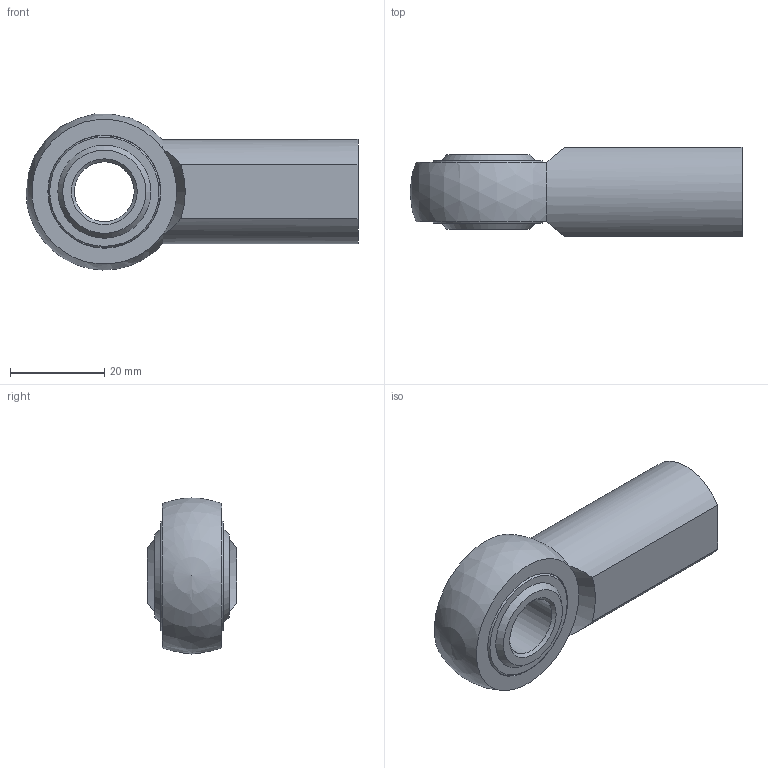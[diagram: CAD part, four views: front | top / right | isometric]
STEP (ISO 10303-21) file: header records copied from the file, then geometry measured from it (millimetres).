
FILE_DESCRIPTION(/* description */ (''),/* implementation_level */ '2;1');
FILE_NAME(/* name */ 'Eye Bolt v1.step',/* time_stamp */ '2022-03-25T20:40:07-04:00',/* author */ (''),/* organization */ (''),/* preprocessor_version */ 'ST-DEVELOPER v18.1',/* originating_system */ 'Autodesk Translation Framework v10.13.0.1454',/* authorisation */ '');
FILE_SCHEMA (('AUTOMOTIVE_DESIGN { 1 0 10303 214 3 1 1 }'));
Length unit declared in the file: inch
Products named in the file (1): Eye Bolt
Bounding box: 70.64 x 19.05 x 33.19 mm (x, y, z)
Volume: 19675.1 mm3; surface area: 8299.8 mm2
Topology: 1 solids, 1 shells, 64 faces, 166 edges, 108 vertices
Faces by surface type: cylinder 28, bspline 14, plane 10, cone 9, sphere 3
Full cylindrical faces by diameter (mm): 12.15 x23, 12.725 x1
Entity records: 9639 total; most frequent: CARTESIAN_POINT 8166, ORIENTED_EDGE 330, DIRECTION 226, EDGE_CURVE 165, VERTEX_POINT 108, AXIS2_PLACEMENT_3D 88, B_SPLINE_CURVE_WITH_KNOTS 78, EDGE_LOOP 71
